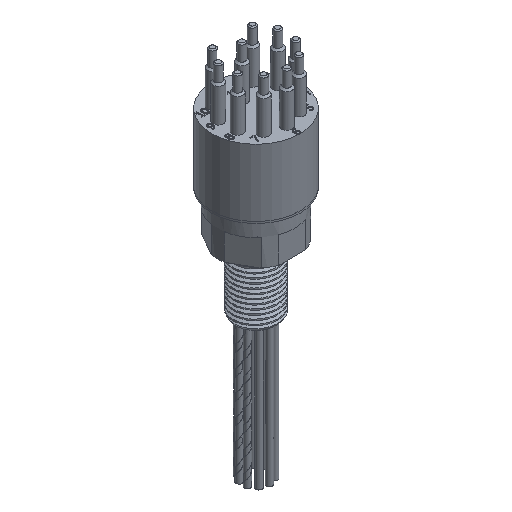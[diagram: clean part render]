
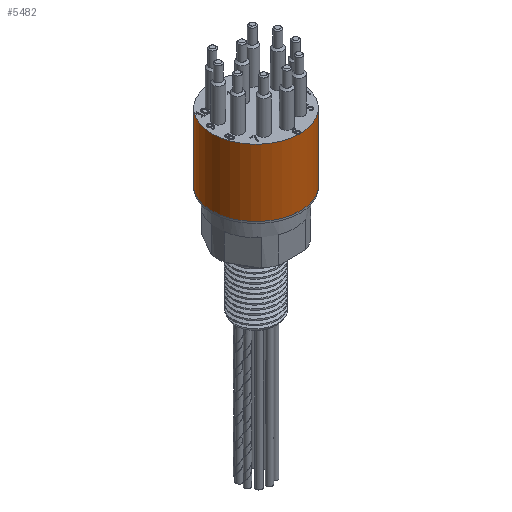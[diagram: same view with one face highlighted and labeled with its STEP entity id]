
A CAD part, isometric view. The second image highlights one B-rep face of the part: STEP entity #5482.
In plain terms, the highlighted cylindrical face has radius 12.5 mm (diameter 25 mm), a full revolution.
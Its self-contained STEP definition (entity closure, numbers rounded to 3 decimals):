
#74=CYLINDRICAL_SURFACE($,#5775,12.5);
#892=FACE_BOUND($,#1835,.T.);
#950=CIRCLE($,#5673,12.5);
#994=CIRCLE($,#5776,12.5);
#1427=FACE_OUTER_BOUND($,#1834,.T.);
#1834=EDGE_LOOP($,(#4747));
#1835=EDGE_LOOP($,(#4748));
#2556=VERTEX_POINT($,#14236);
#2600=VERTEX_POINT($,#14383);
#3275=EDGE_CURVE($,#2556,#2556,#950,.T.);
#3319=EDGE_CURVE($,#2600,#2600,#994,.T.);
#4747=ORIENTED_EDGE($,*,*,#3275,.T.);
#4748=ORIENTED_EDGE($,*,*,#3319,.F.);
#5482=ADVANCED_FACE($,(#1427,#892),#74,.T.);
#5673=AXIS2_PLACEMENT_3D($,#14237,#6509,#6510);
#5775=AXIS2_PLACEMENT_3D($,#14382,#6713,#6714);
#5776=AXIS2_PLACEMENT_3D($,#14384,#6715,#6716);
#6509=DIRECTION('center_axis',(0.,0.,-1.));
#6510=DIRECTION('ref_axis',(-1.,0.,0.));
#6713=DIRECTION('center_axis',(0.,0.,1.));
#6714=DIRECTION('ref_axis',(-1.,0.,0.));
#6715=DIRECTION('center_axis',(0.,0.,-1.));
#6716=DIRECTION('ref_axis',(-1.,0.,0.));
#14236=CARTESIAN_POINT('',(12.5,0.,19.));
#14237=CARTESIAN_POINT('Origin',(0.,0.,19.));
#14382=CARTESIAN_POINT('Origin',(0.,0.,0.));
#14383=CARTESIAN_POINT('',(12.5,0.,0.));
#14384=CARTESIAN_POINT('Origin',(0.,0.,0.));
